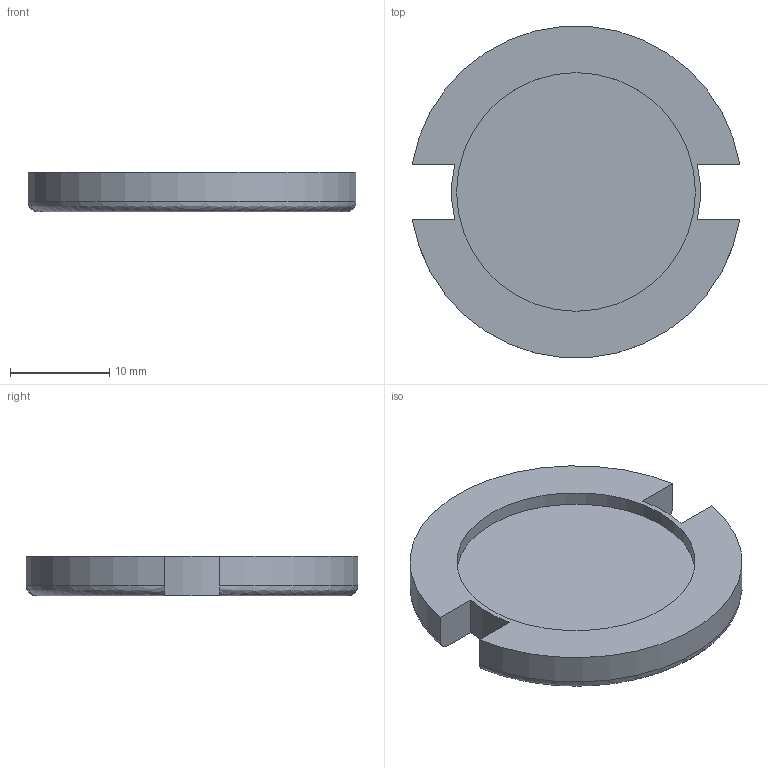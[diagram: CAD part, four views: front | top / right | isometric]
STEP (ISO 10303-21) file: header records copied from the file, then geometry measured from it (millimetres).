
FILE_DESCRIPTION(/* description */ (''),/* implementation_level */ '2;1');
FILE_NAME(/* name */ 'Shim for PMT-30N18AL04',/* time_stamp */ '2025-10-23T12:55:57+01:00',/* author */ (''),/* organization */ (''),/* preprocessor_version */ 'ST-DEVELOPER v19.2',/* originating_system */ 'Rhino 8.9',/* authorisation */ '');
FILE_SCHEMA (('CONFIG_CONTROL_DESIGN'));
Length unit declared in the file: millimetre
Products named in the file (1): Document
Bounding box: 32.94 x 33.29 x 4 mm (x, y, z)
Volume: 2665.4 mm3; surface area: 2211.6 mm2
Topology: 1 solids, 1 shells, 15 faces, 36 edges, 24 vertices
Faces by surface type: plane 7, cylinder 6, bspline 2
Entity records: 628 total; most frequent: CARTESIAN_POINT 227, ORIENTED_EDGE 72, DIRECTION 45, EDGE_CURVE 36, AXIS2_PLACEMENT_3D 29, VERTEX_POINT 24, B_SPLINE_CURVE_WITH_KNOTS 21, EDGE_LOOP 16
